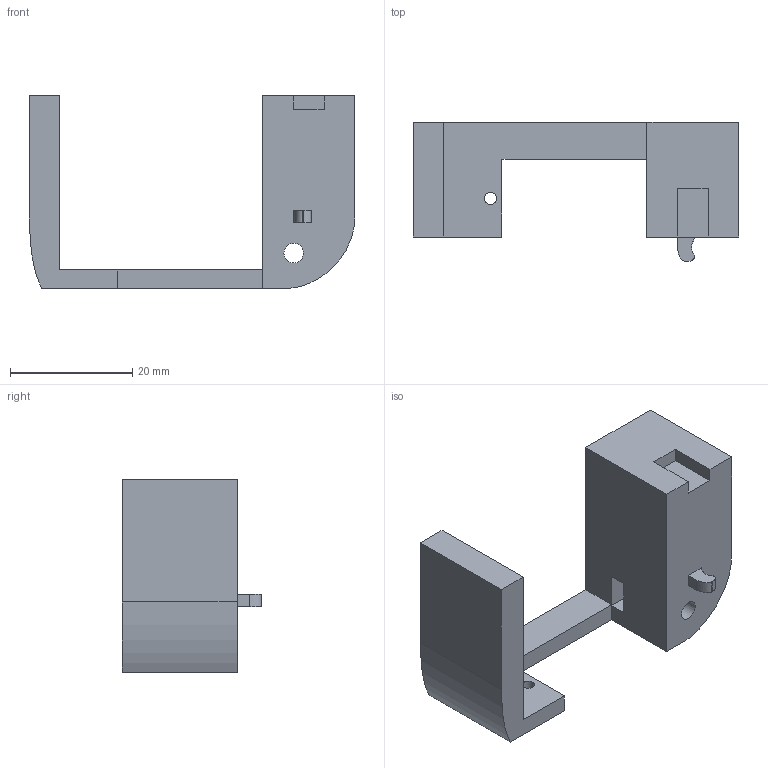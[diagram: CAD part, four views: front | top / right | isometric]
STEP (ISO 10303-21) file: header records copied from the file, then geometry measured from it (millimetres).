
FILE_DESCRIPTION(/* description */ ('STEP AP203'),/* implementation_level */ '2;1');
FILE_NAME(/* name */ 'arm-servo-bracket-right v2.step',/* time_stamp */ '2025-06-13T17:13:31-07:00',/* author */ (''),/* organization */ (''),/* preprocessor_version */ 'ST-DEVELOPER v20.1',/* originating_system */ 'Autodesk Translation Framework v14.10.0.0',/* authorisation */ '');
FILE_SCHEMA (('AUTOMOTIVE_DESIGN { 1 0 10303 214 3 1 1 }'));
Length unit declared in the file: millimetre
Products named in the file (1): arm-servo-bracket-right
Bounding box: 53.2 x 22.75 x 31.5 mm (x, y, z)
Volume: 11720.2 mm3; surface area: 5379.1 mm2
Topology: 1 solids, 1 shells, 36 faces, 96 edges, 64 vertices
Faces by surface type: plane 28, bspline 4, cylinder 4
Full cylindrical faces by diameter (mm): 2 x2, 3.2 x2
Entity records: 1189 total; most frequent: CARTESIAN_POINT 261, ORIENTED_EDGE 192, DIRECTION 162, EDGE_CURVE 96, LINE 80, VECTOR 80, VERTEX_POINT 64, EDGE_LOOP 44
